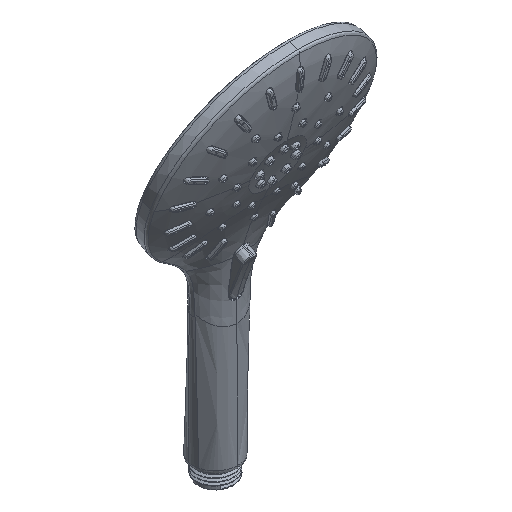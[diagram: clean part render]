
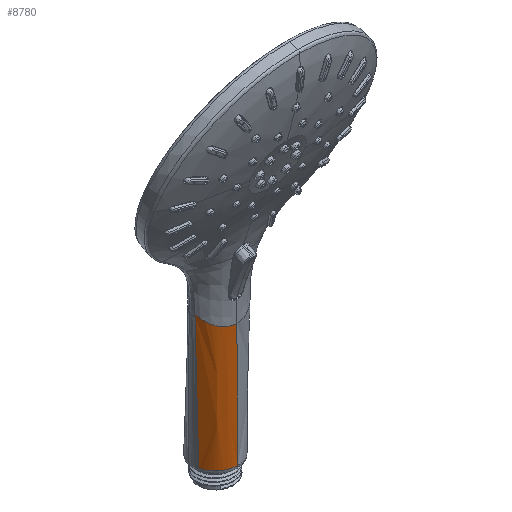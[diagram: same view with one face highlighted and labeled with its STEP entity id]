
A CAD part, isometric view. The second image highlights one B-rep face of the part: STEP entity #8780.
In plain terms, the highlighted free-form (B-spline) face has degree [3, 3] with [9, 4] control points.
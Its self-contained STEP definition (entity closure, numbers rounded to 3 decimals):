
#8780=ADVANCED_FACE('',(#11005),#41761,.T.);
#11005=FACE_OUTER_BOUND('',#13463,.T.);
#13463=EDGE_LOOP('',(#21873,#21874,#21875,#21876,#21877));
#21873=ORIENTED_EDGE('',*,*,#29058,.F.);
#21874=ORIENTED_EDGE('',*,*,#29059,.F.);
#21875=ORIENTED_EDGE('',*,*,#30047,.T.);
#21876=ORIENTED_EDGE('',*,*,#30051,.T.);
#21877=ORIENTED_EDGE('',*,*,#29063,.T.);
#29058=EDGE_CURVE('',#38860,#38868,#34888,.T.);
#29059=EDGE_CURVE('',#38869,#38860,#34889,.T.);
#29063=EDGE_CURVE('',#38831,#38868,#34893,.T.);
#30047=EDGE_CURVE('',#38869,#38871,#35716,.T.);
#30051=EDGE_CURVE('',#38871,#38831,#35720,.T.);
#34888=B_SPLINE_CURVE_WITH_KNOTS('',3,(#130356,#130357,#130358,#130359),
 .UNSPECIFIED.,.F.,.F.,(4,4),(-1.066,0.),.UNSPECIFIED.);
#34889=B_SPLINE_CURVE_WITH_KNOTS('',3,(#130360,#130361,#130362,#130363,
#130364,#130365,#130366,#130367,#130368,#130369,#130370),.UNSPECIFIED.,
 .F.,.F.,(4,1,1,1,1,1,1,1,4),(-74.716,-56.919,-47.02,
-37.121,-27.222,-17.323,-7.424,
-2.475,0.),.UNSPECIFIED.);
#34893=B_SPLINE_CURVE_WITH_KNOTS('',3,(#130397,#130398,#130399,#130400,
#130401,#130402,#130403,#130404,#130405,#130406,#130407,#130408,#130409,
#130410,#130411,#130412,#130413),.UNSPECIFIED.,.F.,.F.,(4,1,1,1,1,1,1,1,
1,1,1,1,1,1,4),(0.,1.423,2.846,4.27,5.693,
7.116,8.539,9.963,11.386,12.809,
14.232,15.656,17.079,18.502,19.925),
 .UNSPECIFIED.);
#35716=B_SPLINE_CURVE_WITH_KNOTS('',3,(#140342,#140343,#140344,#140345,
#140346,#140347,#140348,#140349,#140350,#140351),.UNSPECIFIED.,.F.,.F.,
(4,1,1,1,1,1,1,4),(0.,1.921,4.385,6.848,
9.312,11.775,14.239,16.702),
 .UNSPECIFIED.);
#35720=B_SPLINE_CURVE_WITH_KNOTS('',1,(#140382,#140383),.UNSPECIFIED.,.F.,
 .F.,(2,2),(0.,68.097),.UNSPECIFIED.);
#38831=VERTEX_POINT('',#128353);
#38860=VERTEX_POINT('',#128382);
#38868=VERTEX_POINT('',#128390);
#38869=VERTEX_POINT('',#128391);
#38871=VERTEX_POINT('',#128393);
#41761=B_SPLINE_SURFACE_WITH_KNOTS('',3,3,((#106616,#106617,#106618,#106619),
(#106620,#106621,#106622,#106623),(#106624,#106625,#106626,#106627),(#106628,
#106629,#106630,#106631),(#106632,#106633,#106634,#106635),(#106636,#106637,
#106638,#106639),(#106640,#106641,#106642,#106643),(#106644,#106645,#106646,
#106647),(#106648,#106649,#106650,#106651)),.UNSPECIFIED.,.F.,.F.,.F.,(4,
1,1,1,1,1,4),(4,4),(0.,0.247,5.283,10.32,
15.356,20.393,20.588),(0.,78.926),
 .UNSPECIFIED.);
#106616=CARTESIAN_POINT('',(0.199,-11.989,80.963));
#106617=CARTESIAN_POINT('',(0.205,-12.158,57.294));
#106618=CARTESIAN_POINT('',(0.212,-12.326,33.626));
#106619=CARTESIAN_POINT('',(0.219,-12.495,9.958));
#106620=CARTESIAN_POINT('',(0.133,-11.99,80.962));
#106621=CARTESIAN_POINT('',(0.137,-12.159,57.294));
#106622=CARTESIAN_POINT('',(0.142,-12.327,33.626));
#106623=CARTESIAN_POINT('',(0.146,-12.496,9.958));
#106624=CARTESIAN_POINT('',(-1.287,-11.998,80.954));
#106625=CARTESIAN_POINT('',(-1.33,-12.169,57.289));
#106626=CARTESIAN_POINT('',(-1.374,-12.34,33.623));
#106627=CARTESIAN_POINT('',(-1.418,-12.511,9.957));
#106628=CARTESIAN_POINT('',(-4.434,-11.667,81.266));
#106629=CARTESIAN_POINT('',(-4.446,-11.765,57.497));
#106630=CARTESIAN_POINT('',(-4.457,-11.864,33.729));
#106631=CARTESIAN_POINT('',(-4.469,-11.962,9.96));
#106632=CARTESIAN_POINT('',(-9.034,-9.929,82.893));
#106633=CARTESIAN_POINT('',(-8.813,-9.835,58.586));
#106634=CARTESIAN_POINT('',(-8.592,-9.741,34.278));
#106635=CARTESIAN_POINT('',(-8.372,-9.647,9.971));
#106636=CARTESIAN_POINT('',(-12.631,-7.077,85.557));
#106637=CARTESIAN_POINT('',(-12.162,-6.755,60.367));
#106638=CARTESIAN_POINT('',(-11.692,-6.434,35.177));
#106639=CARTESIAN_POINT('',(-11.223,-6.113,9.987));
#106640=CARTESIAN_POINT('',(-14.296,-4.762,87.721));
#106641=CARTESIAN_POINT('',(-13.597,-4.235,61.814));
#106642=CARTESIAN_POINT('',(-12.899,-3.709,35.908));
#106643=CARTESIAN_POINT('',(-12.2,-3.183,10.001));
#106644=CARTESIAN_POINT('',(-15.068,-3.583,88.824));
#106645=CARTESIAN_POINT('',(-14.182,-2.938,62.552));
#106646=CARTESIAN_POINT('',(-13.296,-2.292,36.28));
#106647=CARTESIAN_POINT('',(-12.41,-1.647,10.008));
#106648=CARTESIAN_POINT('',(-15.097,-3.54,88.865));
#106649=CARTESIAN_POINT('',(-14.204,-2.89,62.579));
#106650=CARTESIAN_POINT('',(-13.311,-2.239,36.294));
#106651=CARTESIAN_POINT('',(-12.417,-1.589,10.008));
#128353=CARTESIAN_POINT('',(0.,-12.,79.596));
#128382=CARTESIAN_POINT('',(-14.915,-3.625,86.161));
#128390=CARTESIAN_POINT('',(-14.96,-3.635,87.227));
#128391=CARTESIAN_POINT('',(-12.199,-3.013,11.499));
#128393=CARTESIAN_POINT('',(0.,-12.486,11.5));
#130356=CARTESIAN_POINT('',(-14.915,-3.625,86.161));
#130357=CARTESIAN_POINT('',(-14.93,-3.628,86.516));
#130358=CARTESIAN_POINT('',(-14.945,-3.631,86.871));
#130359=CARTESIAN_POINT('',(-14.96,-3.635,87.227));
#130360=CARTESIAN_POINT('',(-12.199,-3.013,11.499));
#130361=CARTESIAN_POINT('',(-12.366,-3.135,17.428));
#130362=CARTESIAN_POINT('',(-12.643,-3.267,26.655));
#130363=CARTESIAN_POINT('',(-13.062,-3.371,39.178));
#130364=CARTESIAN_POINT('',(-13.417,-3.425,49.07));
#130365=CARTESIAN_POINT('',(-13.795,-3.466,58.962));
#130366=CARTESIAN_POINT('',(-14.191,-3.507,68.853));
#130367=CARTESIAN_POINT('',(-14.534,-3.552,77.095));
#130368=CARTESIAN_POINT('',(-14.777,-3.596,82.865));
#130369=CARTESIAN_POINT('',(-14.881,-3.617,85.337));
#130370=CARTESIAN_POINT('',(-14.915,-3.625,86.161));
#130397=CARTESIAN_POINT('',(0.,-12.,79.596));
#130398=CARTESIAN_POINT('',(-0.36,-12.,79.595));
#130399=CARTESIAN_POINT('',(-1.123,-11.976,79.617));
#130400=CARTESIAN_POINT('',(-2.325,-11.863,79.72));
#130401=CARTESIAN_POINT('',(-3.547,-11.668,79.898));
#130402=CARTESIAN_POINT('',(-4.758,-11.395,80.148));
#130403=CARTESIAN_POINT('',(-5.939,-11.043,80.47));
#130404=CARTESIAN_POINT('',(-7.078,-10.618,80.858));
#130405=CARTESIAN_POINT('',(-8.168,-10.12,81.312));
#130406=CARTESIAN_POINT('',(-9.201,-9.554,81.828));
#130407=CARTESIAN_POINT('',(-10.192,-8.908,82.418));
#130408=CARTESIAN_POINT('',(-11.161,-8.164,83.097));
#130409=CARTESIAN_POINT('',(-12.116,-7.295,83.889));
#130410=CARTESIAN_POINT('',(-13.061,-6.275,84.818));
#130411=CARTESIAN_POINT('',(-14.,-5.076,85.911));
#130412=CARTESIAN_POINT('',(-14.634,-4.139,86.766));
#130413=CARTESIAN_POINT('',(-14.96,-3.635,87.227));
#140342=CARTESIAN_POINT('',(-12.199,-3.013,11.499));
#140343=CARTESIAN_POINT('',(-12.042,-3.631,11.499));
#140344=CARTESIAN_POINT('',(-11.576,-5.015,11.499));
#140345=CARTESIAN_POINT('',(-10.486,-7.021,11.5));
#140346=CARTESIAN_POINT('',(-8.909,-8.916,11.5));
#140347=CARTESIAN_POINT('',(-6.994,-10.468,11.5));
#140348=CARTESIAN_POINT('',(-4.814,-11.619,11.5));
#140349=CARTESIAN_POINT('',(-2.453,-12.326,11.5));
#140350=CARTESIAN_POINT('',(-0.818,-12.486,11.5));
#140351=CARTESIAN_POINT('',(0.,-12.486,11.5));
#140382=CARTESIAN_POINT('',(0.,-12.486,11.5));
#140383=CARTESIAN_POINT('',(0.,-12.,79.596));
